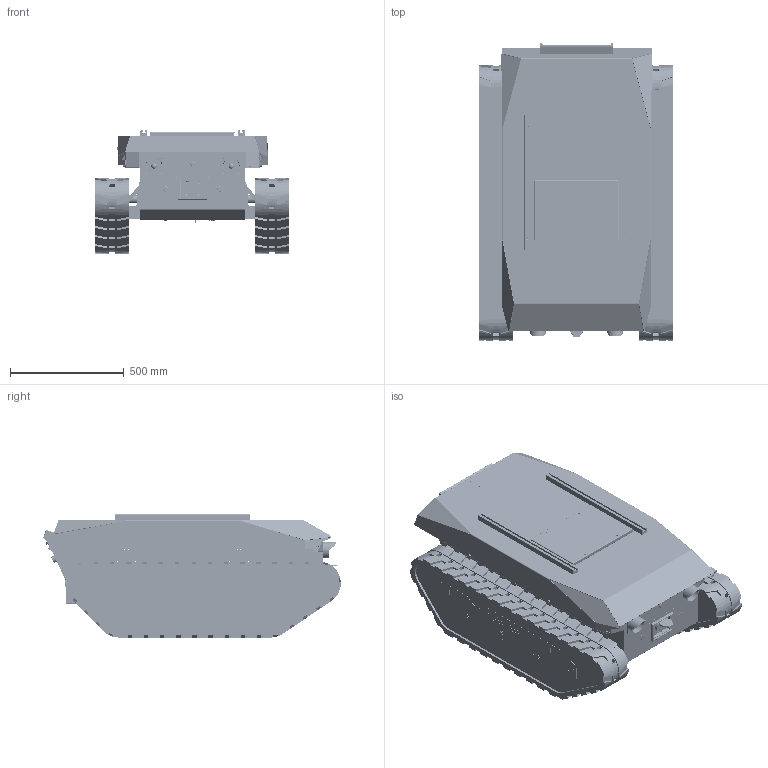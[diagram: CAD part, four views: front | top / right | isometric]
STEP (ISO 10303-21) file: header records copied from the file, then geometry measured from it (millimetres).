
FILE_DESCRIPTION (( 'STEP AP203' ), '1' );
FILE_NAME ('TN13.STEP', '2026-03-12T02:25:01', ( 'Microsoft' ), ( 'Microsoft' ), 'SwSTEP 2.0', 'SolidWorks 2020', '' );
FILE_SCHEMA (( 'CONFIG_CONTROL_DESIGN' ));
Length unit declared in the file: millimetre
Products named in the file (111): 扜砉芛1; 楊擘1; hex nuts, style 1-grades ab gb_GB_FASTENER_NUT_SNAB1 M14-N; 滅迾爾啣; 底框架_默认<按加工>; 摹礿羲壽1; 晚褒1; 萇埭碟3; 耜啣盓殤1; 上盖板安装板总成; 黑芛M10; 菁啣1; 菁攫殤; 揤穩蹟譫M6; 耜啣盓殤3; 耜啣6; hexagon socket button head screws gb_GB_SOCKET_TYPE7 M5X12-N; 旳翐 4; spring lock washers--normal type gb_GB_FASTENER_WASHER_SW 6; 粟銅熬涾100; 菁啣2; 濘湛; deep groove ball bearings gb_Rolling bearings 61907 GB 276-94; 薩湍褽; 蹟恇啣; 菁遺殤源奪筵褽; ヶ腑1; hexagon socket button head screws gb_GB_SOCKET_TYPE7 M4X10-N; 薩湍褽 2; 焊接隔圈; 驱动轮2; 蚐猾17-35-5; 萇儂盓啣; 衵筵褽; hexagon socket button head screws gb_GB_SOCKET_TYPE7 M6X16-N; 蟈諉啣1; 奻裔啣11; 褒沺30-30-1; 俋孺絳寢; 肣翐M4-35 ...
Assembly tree (289 placements, depth 4):
  TN13
    菁攫殤
      菁攫殤3
        底框架_默认<按加工>
        萇儂盓啣  x2
        啣6  x2
        樓Ч踐1  x4
        菁褽1
        菁褽2
        hex nuts, style 1-grades ab gb_GB_FASTENER_NUT_SNAB1 M6-N  x6
        菁遺殤源奪筵褽
        hexagon nuts grade c gb_GB_FASTENER_NUT_SNC1 M5-N  x4
      褒沺40-40
      褒沺40-40-1
      奻遺殤1
        旳翐
        褒沺30-30-1  x2
        hex nuts, style 1-grades ab gb_GB_FASTENER_NUT_SNAB1 M6-N  x4
        旳翐1
        旳翐3
        旳翐 4
        褒沺30-30-4  x2
      衵筵褽
        粣杶  x3
        啣9
        啣10  x2
        hex nuts, style 1-grades ab gb_GB_FASTENER_NUT_SNAB1 M6-N  x10
        蟈諉啣1  x2
        蟀諉啣2  x2
        耜啣盓殤1  x2
        樓Ч踐2  x2
        薩湍褽 2
        樓Ч踐5
        啣50
        啣27
        焊接隔圈  x4
        耜啣盓殤3
        耜啣盓殤2
        源奪40-40-4
      酘筵褽
        薩湍褽
        粣杶  x3
        啣9
        啣10  x2
        hex nuts, style 1-grades ab gb_GB_FASTENER_NUT_SNAB1 M6-N  x10
        蟈諉啣1  x2
        蟀諉啣2  x2
        樓Ч踐2  x2
        樓Ч踐5
        啣27
        耜啣盓殤1  x2
        啣50
        焊接隔圈  x4
        耜啣盓殤2
        耜啣盓殤3
        源奪40-40-4
      樓Ч踐E  x2
    驱动轴1  x2
    驱动轮2
    hex nuts, style 1-grades ab gb_GB_FASTENER_NUT_SNAB1 M2-N  x2
Bounding box: 854 x 1310.31 x 541.82 mm (x, y, z)
Volume: 103221557.5 mm3; surface area: 12624141.7 mm2
Topology: 282 solids, 282 shells, 10960 faces, 29510 edges, 18899 vertices
Faces by surface type: plane 5692, cylinder 3740, cone 606, torus 475, sphere 326, bspline 121
Entity records: 217397 total; most frequent: CARTESIAN_POINT 49040, DIRECTION 31897, ORIENTED_EDGE 31152, EDGE_CURVE 15576, AXIS2_PLACEMENT_3D 11153, VERTEX_POINT 9902, LINE 9591, VECTOR 9591
